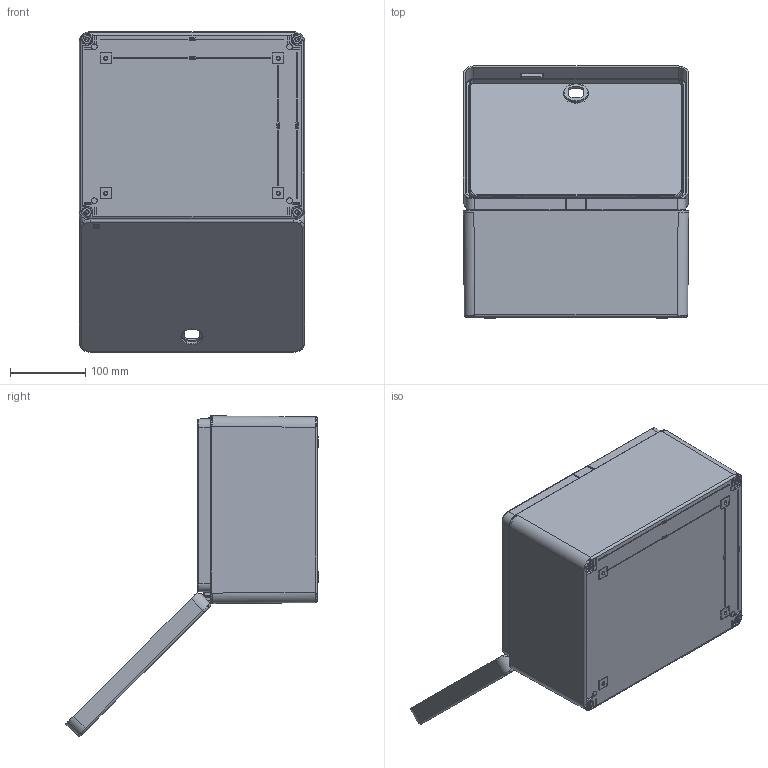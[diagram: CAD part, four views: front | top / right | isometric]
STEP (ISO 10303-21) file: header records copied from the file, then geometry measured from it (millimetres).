
FILE_DESCRIPTION (( 'STEP AP214' ), '1' );
FILE_NAME ('21253090.STEP', '2008-12-05T08:45:26', ( ' ' ), ( '' ), 'SwSTEP 2.0', 'SolidWorks 2008', '' );
FILE_SCHEMA (( 'AUTOMOTIVE_DESIGN' ));
Length unit declared in the file: millimetre
Products named in the file (8): 95035_Standard; 38530_Standard; 94406_Standard; 82076_Standard; 37530_Standard; 51713_Standard; 21253090; 86208_Standard
Assembly tree (18 placements, depth 3):
  21253090
    38530_Standard
    51713_Standard
      86208_Standard  x8
      94406_Standard  x4
      37530_Standard
    95035_Standard  x2
    82076_Standard
Bounding box: 300.03 x 335.96 x 426.51 mm (x, y, z)
Volume: 1054073.6 mm3; surface area: 727001.8 mm2
Topology: 17 solids, 17 shells, 2260 faces, 5344 edges, 3057 vertices
Faces by surface type: cylinder 639, bspline 587, plane 522, cone 210, torus 192, sphere 110
Entity records: 75976 total; most frequent: CARTESIAN_POINT 34754, ORIENTED_EDGE 9406, DIRECTION 7513, EDGE_CURVE 4703, AXIS2_PLACEMENT_3D 2824, VERTEX_POINT 2770, EDGE_LOOP 2101, FACE_OUTER_BOUND 2012
